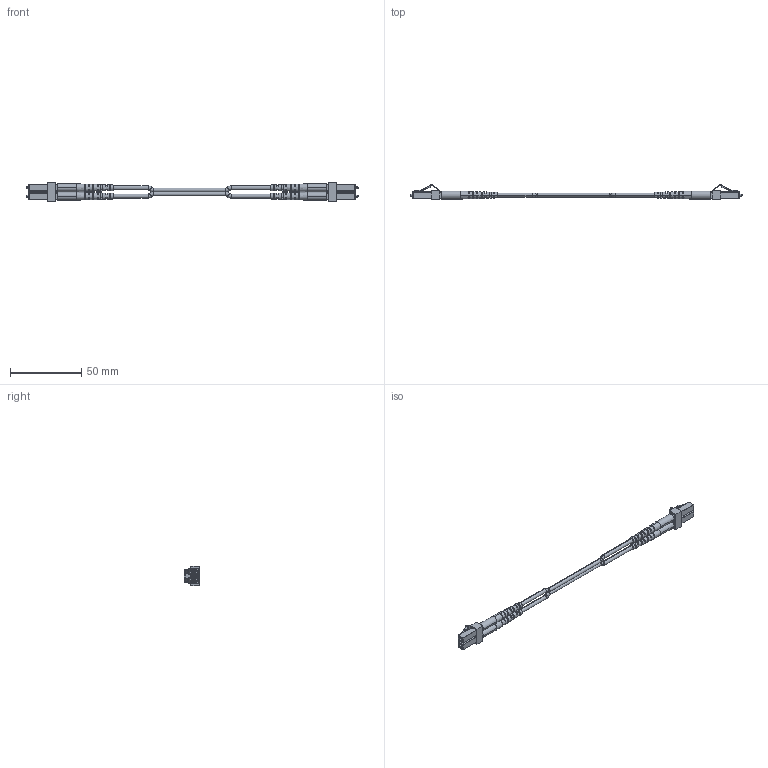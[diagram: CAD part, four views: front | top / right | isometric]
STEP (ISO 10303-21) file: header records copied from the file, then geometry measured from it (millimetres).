
FILE_DESCRIPTION (( 'STEP AP214' ), '1' );
FILE_NAME ('FODLC50-CL_3D.STEP', '2022-01-04T19:56:25', ( '' ), ( '' ), 'SwSTEP 2.0', 'SolidWorks 2021', '' );
FILE_SCHEMA (( 'AUTOMOTIVE_DESIGN' ));
Length unit declared in the file: inch
Products named in the file (7): FODLC50-CL-MA1; LC-CONN; CONN-LC3-240-3-MA3; CONN-LC3-240-3-MA1; CONN-LC3-240-3-MA2; CONN-LC3-240-3; FODLC50-CL_3D
Assembly tree (8 placements, depth 4):
  FODLC50-CL_3D
    FODLC50-CL-MA1
    CONN-LC3-240-3  x2
      LC-CONN
        CONN-LC3-240-3-MA1
        CONN-LC3-240-3-MA2
      CONN-LC3-240-3-MA3
Bounding box: 232.65 x 10.6 x 13.34 mm (x, y, z)
Volume: 5079.4 mm3; surface area: 10790.9 mm2
Topology: 11 solids, 11 shells, 717 faces, 1983 edges, 1254 vertices
Faces by surface type: plane 476, cylinder 111, cone 72, torus 24, bspline 18, sphere 16
Entity records: 8848 total; most frequent: CARTESIAN_POINT 2170, ORIENTED_EDGE 1226, DIRECTION 1205, EDGE_CURVE 613, AXIS2_PLACEMENT_3D 435, VERTEX_POINT 388, VECTOR 335, LINE 335
